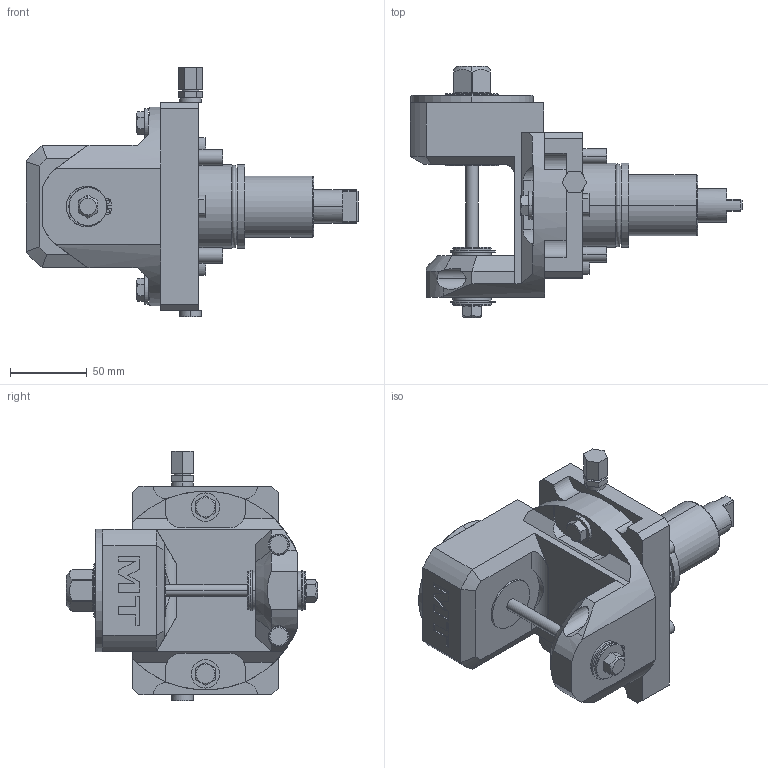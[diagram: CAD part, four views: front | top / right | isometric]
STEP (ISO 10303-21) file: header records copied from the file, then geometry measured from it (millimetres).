
FILE_DESCRIPTION((''),'2;1');
FILE_NAME('DWO0051108_CONF','2023-04-12T16:02:40',('gvalli'),('M.T. srl'),'CREO PARAMETRIC BY PTC INC, 2021072','CREO PARAMETRIC BY PTC INC, 2021072','');
FILE_SCHEMA(('CONFIG_CONTROL_DESIGN'));
Length unit declared in the file: millimetre
Products named in the file (1): DWO0051108_CONF
Bounding box: 217 x 164.5 x 163 mm (x, y, z)
Volume: 1032091.1 mm3; surface area: 102801.7 mm2
Topology: 1 solids, 1 shells, 372 faces, 917 edges, 582 vertices
Faces by surface type: plane 209, cylinder 114, cone 37, torus 10, extrusion 2
Entity records: 12142 total; most frequent: CARTESIAN_POINT 3180, DIRECTION 1909, ORIENTED_EDGE 1834, EDGE_CURVE 917, AXIS2_PLACEMENT_3D 716, VERTEX_POINT 582, VECTOR 477, LINE 475
